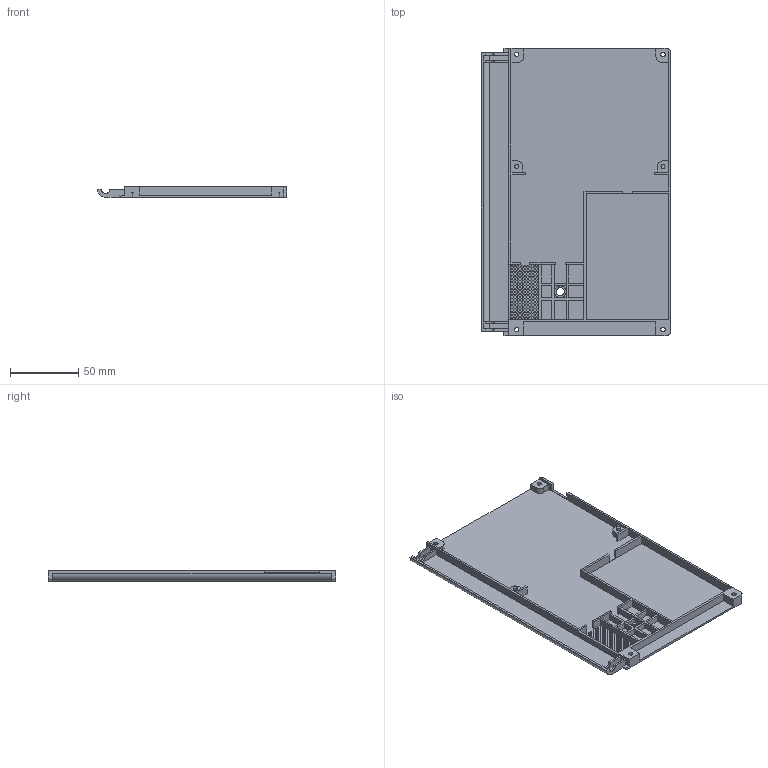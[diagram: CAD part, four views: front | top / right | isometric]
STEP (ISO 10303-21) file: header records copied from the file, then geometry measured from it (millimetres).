
FILE_DESCRIPTION((''),'2;1');
FILE_NAME('CUTIE-PI_BATTERY-COVER','2020-03-27T',('albio'),(''),'PRO/ENGINEER BY PARAMETRIC TECHNOLOGY CORPORATION, 2015240','PRO/ENGINEER BY PARAMETRIC TECHNOLOGY CORPORATION, 2015240','');
FILE_SCHEMA(('CONFIG_CONTROL_DESIGN'));
Length unit declared in the file: millimetre
Products named in the file (1): CUTIE-PI_BATTERY-COVER
Bounding box: 138.3 x 210 x 7.8 mm (x, y, z)
Volume: 54953.6 mm3; surface area: 72233.1 mm2
Topology: 1 solids, 1 shells, 726 faces, 2152 edges, 1436 vertices
Faces by surface type: cylinder 600, plane 126
Entity records: 26163 total; most frequent: DIRECTION 4801, CARTESIAN_POINT 4332, ORIENTED_EDGE 4304, EDGE_CURVE 2152, AXIS2_PLACEMENT_3D 1925, VERTEX_POINT 1436, EDGE_LOOP 1306, CIRCLE 1199
